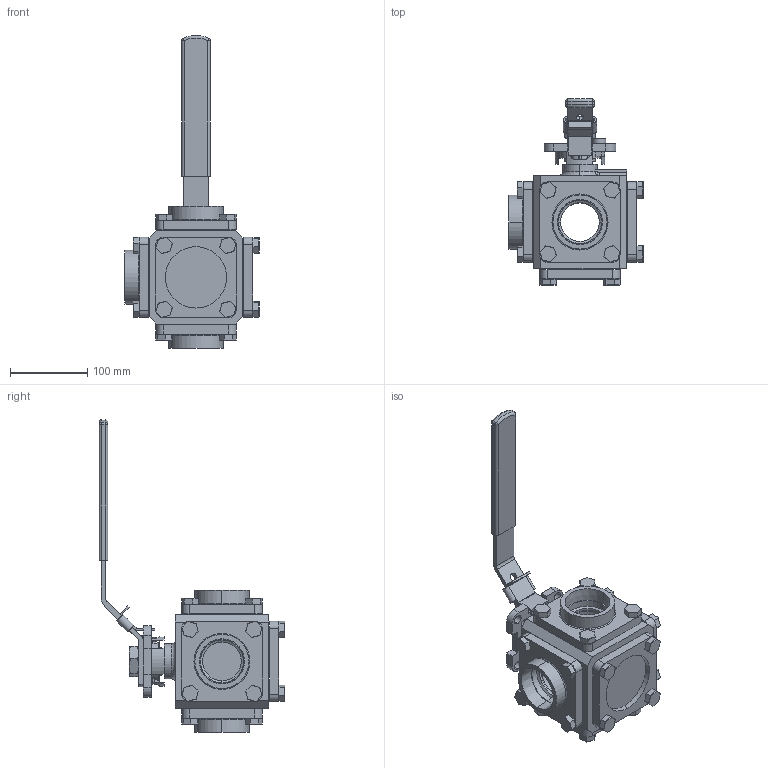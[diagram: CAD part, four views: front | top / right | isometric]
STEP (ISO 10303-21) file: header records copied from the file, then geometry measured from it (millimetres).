
FILE_DESCRIPTION (( 'STEP AP214' ), '1' );
FILE_NAME ('33-TH-0200-XXX.step', '2019-09-30T20:19:48', ( '' ), ( '' ), 'SwSTEP 2.0', 'SolidWorks 2019', '' );
FILE_SCHEMA (( 'AUTOMOTIVE_DESIGN' ));
Length unit declared in the file: inch
Products named in the file (2): 33-TH-0200-XXX
Bounding box: 173.45 x 240.67 x 404.73 mm (x, y, z)
Surface area: 278508.5 mm2 (no closed solid volume)
Topology: 0 solids, 34 shells, 561 faces, 1561 edges, 1036 vertices
Faces by surface type: plane 409, cylinder 111, cone 20, torus 15, sphere 4, bspline 2
Entity records: 25555 total; most frequent: CARTESIAN_POINT 3776, DIRECTION 3056, ORIENTED_EDGE 2689, EDGE_CURVE 1557, LINE 1088, VECTOR 1088, VERTEX_POINT 1036, AXIS2_PLACEMENT_3D 984
